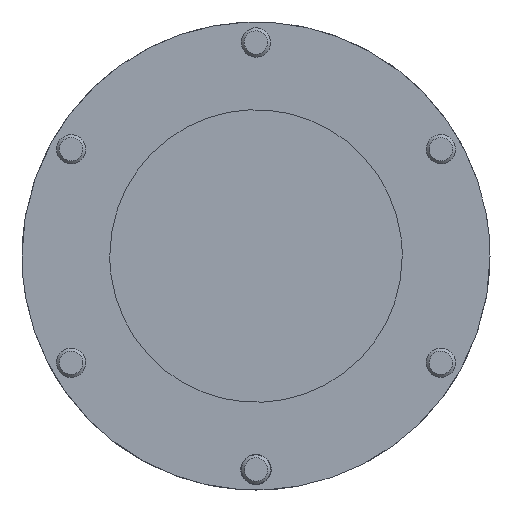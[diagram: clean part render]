
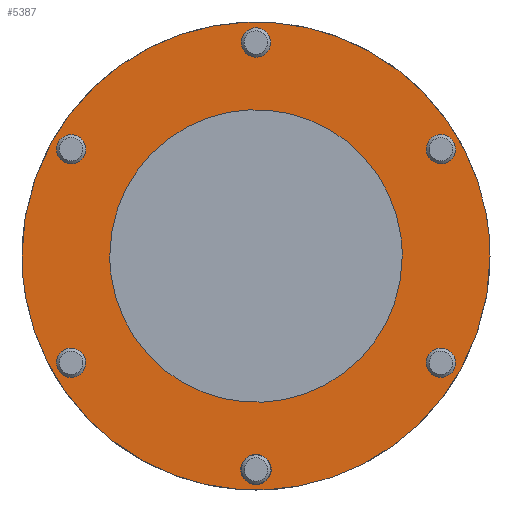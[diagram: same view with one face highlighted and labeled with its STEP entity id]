
A CAD part, front view. The second image highlights one B-rep face of the part: STEP entity #5387.
In plain terms, the highlighted free-form (B-spline) face has degree [1, 1] with [2, 2] control points.
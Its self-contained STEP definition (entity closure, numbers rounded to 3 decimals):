
#22 = VERTEX_POINT('',#23);
#23 = CARTESIAN_POINT('',(-2.743,-4.219,
    -38.501));
#41 = EDGE_CURVE('',#22,#42,#44,.T.);
#42 = VERTEX_POINT('',#43);
#43 = CARTESIAN_POINT('',(2.743,-4.219,-38.501
    ));
#44 = ( BOUNDED_CURVE() B_SPLINE_CURVE(2,(#45,#46,#47,#48,#49),
.UNSPECIFIED.,.F.,.F.) B_SPLINE_CURVE_WITH_KNOTS((3,2,3),(3.142,
4.712,6.283),.PIECEWISE_BEZIER_KNOTS.) CURVE() 
GEOMETRIC_REPRESENTATION_ITEM() RATIONAL_B_SPLINE_CURVE((1.,
0.707,1.,0.707,1.)) REPRESENTATION_ITEM('') );
#45 = CARTESIAN_POINT('',(-2.743,-4.219,
    -38.501));
#46 = CARTESIAN_POINT('',(-2.743,-4.219,
    -35.758));
#47 = CARTESIAN_POINT('',(0.,-4.219,
    -35.758));
#48 = CARTESIAN_POINT('',(2.743,-4.219,-35.758
    ));
#49 = CARTESIAN_POINT('',(2.743,-4.219,-38.501
    ));
#51 = EDGE_CURVE('',#42,#22,#52,.T.);
#52 = ( BOUNDED_CURVE() B_SPLINE_CURVE(2,(#53,#54,#55,#56,#57),
.UNSPECIFIED.,.F.,.F.) B_SPLINE_CURVE_WITH_KNOTS((3,2,3),(0.,
1.571,3.142),.PIECEWISE_BEZIER_KNOTS.) CURVE() 
GEOMETRIC_REPRESENTATION_ITEM() RATIONAL_B_SPLINE_CURVE((1.,
0.707,1.,0.707,1.)) REPRESENTATION_ITEM('') );
#53 = CARTESIAN_POINT('',(2.743,-4.219,-38.501
    ));
#54 = CARTESIAN_POINT('',(2.743,-4.219,-41.243
    ));
#55 = CARTESIAN_POINT('',(0.,-4.219,
    -41.243));
#56 = CARTESIAN_POINT('',(-2.743,-4.219,
    -41.243));
#57 = CARTESIAN_POINT('',(-2.743,-4.219,
    -38.501));
#5387 = ADVANCED_FACE('',(#5388,#5410),#5414,.T.);
#5388 = FACE_BOUND('',#5389,.T.);
#5389 = EDGE_LOOP('',(#5390,#5402));
#5390 = ORIENTED_EDGE('',*,*,#5391,.F.);
#5391 = EDGE_CURVE('',#5392,#5394,#5396,.T.);
#5392 = VERTEX_POINT('',#5393);
#5393 = CARTESIAN_POINT('',(-42.193,-4.219,0.));
#5394 = VERTEX_POINT('',#5395);
#5395 = CARTESIAN_POINT('',(42.193,-4.219,
    0.));
#5396 = ( BOUNDED_CURVE() B_SPLINE_CURVE(2,(#5397,#5398,#5399,#5400,
#5401),.UNSPECIFIED.,.F.,.F.) B_SPLINE_CURVE_WITH_KNOTS((3,2,3),(
    3.142,4.712,6.283),
.PIECEWISE_BEZIER_KNOTS.) CURVE() GEOMETRIC_REPRESENTATION_ITEM() 
RATIONAL_B_SPLINE_CURVE((1.,0.707,1.,0.707,1.)) 
REPRESENTATION_ITEM('') );
#5397 = CARTESIAN_POINT('',(-42.193,-4.219,
    0.));
#5398 = CARTESIAN_POINT('',(-42.193,-4.219,
    42.193));
#5399 = CARTESIAN_POINT('',(0.,-4.219,
    42.193));
#5400 = CARTESIAN_POINT('',(42.193,-4.219,
    42.193));
#5401 = CARTESIAN_POINT('',(42.193,-4.219,
    0.));
#5402 = ORIENTED_EDGE('',*,*,#5403,.F.);
#5403 = EDGE_CURVE('',#5394,#5392,#5404,.T.);
#5404 = ( BOUNDED_CURVE() B_SPLINE_CURVE(2,(#5405,#5406,#5407,#5408,
#5409),.UNSPECIFIED.,.F.,.F.) B_SPLINE_CURVE_WITH_KNOTS((3,2,3),(0.,
1.571,3.142),.PIECEWISE_BEZIER_KNOTS.) CURVE() 
GEOMETRIC_REPRESENTATION_ITEM() RATIONAL_B_SPLINE_CURVE((1.,
0.707,1.,0.707,1.)) REPRESENTATION_ITEM('') );
#5405 = CARTESIAN_POINT('',(42.193,-4.219,0.));
#5406 = CARTESIAN_POINT('',(42.193,-4.219,
    -42.193));
#5407 = CARTESIAN_POINT('',(0.,-4.219,
    -42.193));
#5408 = CARTESIAN_POINT('',(-42.193,-4.219,
    -42.193));
#5409 = CARTESIAN_POINT('',(-42.193,-4.219,
    0.));
#5410 = FACE_BOUND('',#5411,.T.);
#5411 = EDGE_LOOP('',(#5412,#5413));
#5412 = ORIENTED_EDGE('',*,*,#51,.T.);
#5413 = ORIENTED_EDGE('',*,*,#41,.T.);
#5414 = B_SPLINE_SURFACE_WITH_KNOTS('',1,1,(
    (#5415,#5416)
    ,(#5417,#5418
    )),.UNSPECIFIED.,.F.,.F.,.F.,(2,2),(2,2),(-40.,40.),(0.,80.),
  .PIECEWISE_BEZIER_KNOTS.);
#5415 = CARTESIAN_POINT('',(-42.193,-4.219,
    42.193));
#5416 = CARTESIAN_POINT('',(42.193,-4.219,
    42.193));
#5417 = CARTESIAN_POINT('',(-42.193,-4.219,
    -42.193));
#5418 = CARTESIAN_POINT('',(42.193,-4.219,
    -42.193));
